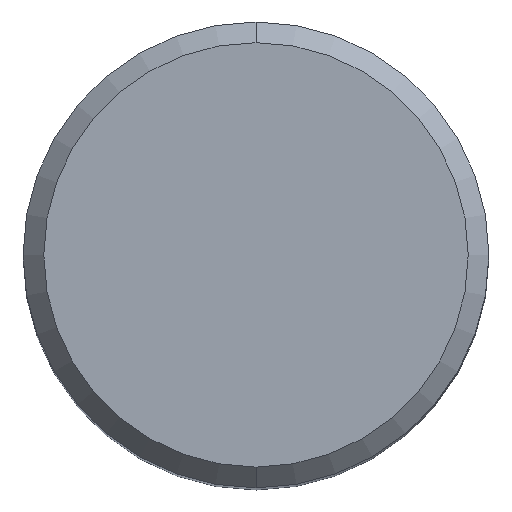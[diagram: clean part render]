
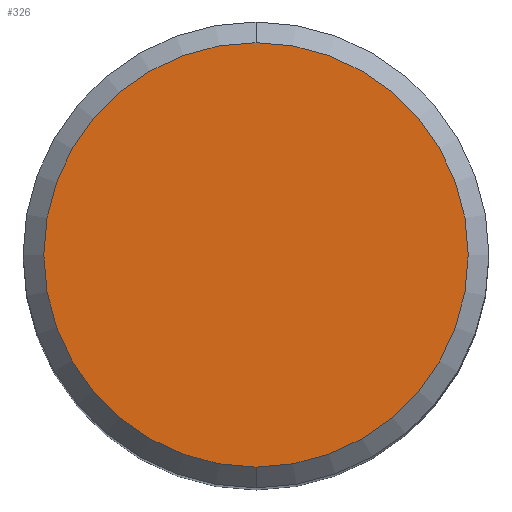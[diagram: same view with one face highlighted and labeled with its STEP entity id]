
A CAD part, top view. The second image highlights one B-rep face of the part: STEP entity #326.
In plain terms, the highlighted planar face has unit normal (0, 0, 1).
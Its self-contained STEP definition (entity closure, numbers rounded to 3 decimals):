
#176=EDGE_CURVE('',#234,#414,#477,.T.);
#234=VERTEX_POINT('',#542);
#306=EDGE_CURVE('',#414,#234,#619,.T.);
#326=ADVANCED_FACE('',(#642),#643,.T.);
#414=VERTEX_POINT('',#740);
#477=CIRCLE('',#801,8.2);
#542=CARTESIAN_POINT('',(0.0,8.2,0.0));
#619=CIRCLE('',#1156,8.2);
#642=FACE_OUTER_BOUND('',#1210,.T.);
#643=PLANE('',#1211);
#740=CARTESIAN_POINT('',(0.,-8.2,0.0));
#801=AXIS2_PLACEMENT_3D('',#1484,#1485,#1486);
#1156=AXIS2_PLACEMENT_3D('',#1654,#1655,#1656);
#1210=EDGE_LOOP('',(#1694,#1695));
#1211=AXIS2_PLACEMENT_3D('',#1696,#1697,#1698);
#1484=CARTESIAN_POINT('',(0.0,0.0,0.0));
#1485=DIRECTION('',(0.0,0.0,-1.0));
#1486=DIRECTION('',(0.0,1.0,0.0));
#1654=CARTESIAN_POINT('',(0.0,0.0,0.0));
#1655=DIRECTION('',(0.0,0.0,-1.0));
#1656=DIRECTION('',(0.0,1.0,0.0));
#1694=ORIENTED_EDGE('',*,*,#176,.F.);
#1695=ORIENTED_EDGE('',*,*,#306,.F.);
#1696=CARTESIAN_POINT('',(0.0,4.1,0.0));
#1697=DIRECTION('',(-0.0,0.0,1.0));
#1698=DIRECTION('',(0.0,-1.0,0.0));
